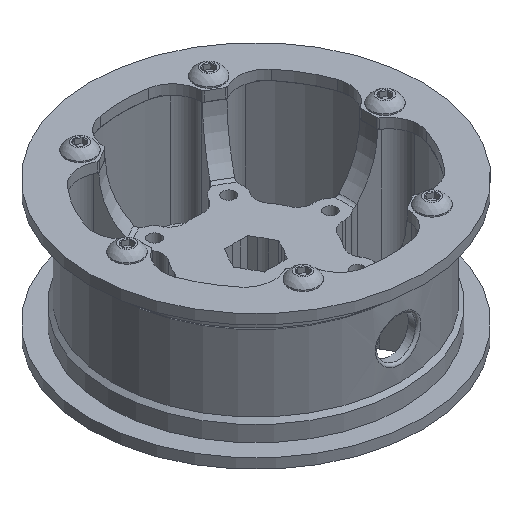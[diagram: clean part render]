
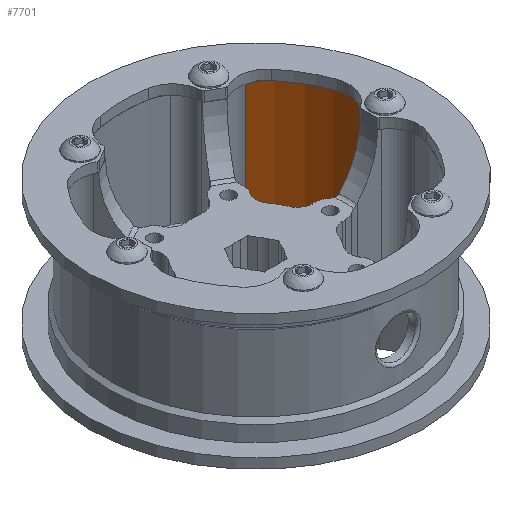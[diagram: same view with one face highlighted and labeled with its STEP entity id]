
A CAD part, isometric view. The second image highlights one B-rep face of the part: STEP entity #7701.
In plain terms, the highlighted cylindrical face has radius 42.862 mm (diameter 85.725 mm), a partial arc.
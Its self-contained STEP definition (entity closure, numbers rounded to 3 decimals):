
#122 = VECTOR ( 'NONE', #6260, 1000. ) ;
#216 = LINE ( 'NONE', #6048, #122 ) ;
#583 = CARTESIAN_POINT ( 'NONE',  ( 48.577, 48.577, 0. ) ) ;
#632 = EDGE_CURVE ( 'NONE', #1203, #9891, #5139, .T. ) ;
#697 = DIRECTION ( 'NONE',  ( 0., 0., -1. ) ) ;
#1203 = VERTEX_POINT ( 'NONE', #1585 ) ;
#1567 = CARTESIAN_POINT ( 'NONE',  ( 77.092, 80.58, -31.75 ) ) ;
#1585 = CARTESIAN_POINT ( 'NONE',  ( 90.549, 57.27, -31.75 ) ) ;
#1994 = LINE ( 'NONE', #7486, #8626 ) ;
#2578 = DIRECTION ( 'NONE',  ( 1., 0., 0. ) ) ;
#2601 = DIRECTION ( 'NONE',  ( 0., 0., 1. ) ) ;
#2611 = CARTESIAN_POINT ( 'NONE',  ( 48.577, 48.577, -31.75 ) ) ;
#2669 = FACE_OUTER_BOUND ( 'NONE', #10700, .T. ) ;
#2847 = VERTEX_POINT ( 'NONE', #3693 ) ;
#3693 = CARTESIAN_POINT ( 'NONE',  ( 90.549, 57.27, 5.08 ) ) ;
#3859 = AXIS2_PLACEMENT_3D ( 'NONE', #5379, #5370, #5360 ) ;
#4057 = AXIS2_PLACEMENT_3D ( 'NONE', #2611, #2601, #2578 ) ;
#4130 = VERTEX_POINT ( 'NONE', #10144 ) ;
#5098 = DIRECTION ( 'NONE',  ( -1., 0., 0. ) ) ;
#5139 = CIRCLE ( 'NONE', #4057, 42.862 ) ;
#5360 = DIRECTION ( 'NONE',  ( 1., 0., 0. ) ) ;
#5370 = DIRECTION ( 'NONE',  ( 0., 0., 1. ) ) ;
#5379 = CARTESIAN_POINT ( 'NONE',  ( 48.577, 48.577, 5.08 ) ) ;
#5992 = EDGE_CURVE ( 'NONE', #4130, #9891, #216, .T. ) ;
#6048 = CARTESIAN_POINT ( 'NONE',  ( 77.092, 80.58, 0. ) ) ;
#6060 = EDGE_CURVE ( 'NONE', #2847, #1203, #1994, .T. ) ;
#6074 = ORIENTED_EDGE ( 'NONE', *, *, #632, .F. ) ;
#6082 = EDGE_CURVE ( 'NONE', #2847, #4130, #9166, .T. ) ;
#6149 = DIRECTION ( 'NONE',  ( 0., 0., -1. ) ) ;
#6260 = DIRECTION ( 'NONE',  ( 0., 0., -1. ) ) ;
#6347 = ORIENTED_EDGE ( 'NONE', *, *, #6060, .F. ) ;
#6477 = ORIENTED_EDGE ( 'NONE', *, *, #6082, .T. ) ;
#6747 = ORIENTED_EDGE ( 'NONE', *, *, #5992, .T. ) ;
#7395 = CYLINDRICAL_SURFACE ( 'NONE', #9163, 42.862 ) ;
#7486 = CARTESIAN_POINT ( 'NONE',  ( 90.549, 57.27, 0. ) ) ;
#7701 = ADVANCED_FACE ( 'NONE', ( #2669 ), #7395, .F. ) ;
#8626 = VECTOR ( 'NONE', #6149, 1000. ) ;
#9163 = AXIS2_PLACEMENT_3D ( 'NONE', #583, #697, #5098 ) ;
#9166 = CIRCLE ( 'NONE', #3859, 42.862 ) ;
#9891 = VERTEX_POINT ( 'NONE', #1567 ) ;
#10144 = CARTESIAN_POINT ( 'NONE',  ( 77.092, 80.58, 5.08 ) ) ;
#10700 = EDGE_LOOP ( 'NONE', ( #6074, #6347, #6477, #6747 ) ) ;
